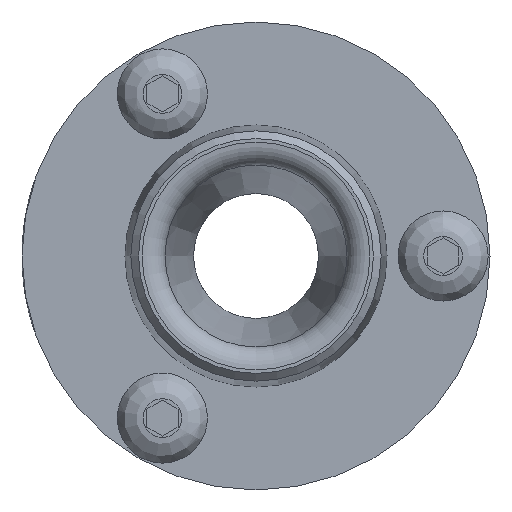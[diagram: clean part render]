
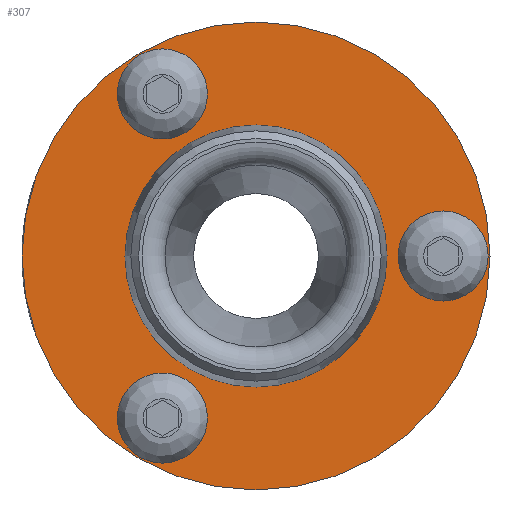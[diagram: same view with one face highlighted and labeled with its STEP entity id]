
A CAD part, left-side view. The second image highlights one B-rep face of the part: STEP entity #307.
In plain terms, the highlighted planar face has unit normal (-1, 0, 0).
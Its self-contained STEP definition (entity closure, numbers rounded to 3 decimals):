
#112=CARTESIAN_POINT('',(14.117,10.555,0.704));
#113=VERTEX_POINT('',#112);
#114=CARTESIAN_POINT('',(14.117,10.649,0.649));
#115=DIRECTION('',(1.0,0.,0.));
#116=DIRECTION('',(0.,0.866,-0.5));
#117=AXIS2_PLACEMENT_3D('',#114,#115,#116);
#118=CIRCLE('',#117,0.109);
#119=EDGE_CURVE('',#113,#113,#118,.T.);
#140=CARTESIAN_POINT('',(14.117,10.743,-0.595));
#141=VERTEX_POINT('',#140);
#142=CARTESIAN_POINT('',(14.117,10.649,-0.649));
#143=DIRECTION('',(1.0,0.,0.));
#144=DIRECTION('',(0.,-0.866,-0.5));
#145=AXIS2_PLACEMENT_3D('',#142,#143,#144);
#146=CIRCLE('',#145,0.109);
#147=EDGE_CURVE('',#141,#141,#146,.T.);
#168=CARTESIAN_POINT('',(14.117,9.524,-0.109));
#169=VERTEX_POINT('',#168);
#170=CARTESIAN_POINT('',(14.117,9.524,0.0));
#171=DIRECTION('',(1.0,0.0,0.0));
#172=DIRECTION('',(0.0,0.0,1.0));
#173=AXIS2_PLACEMENT_3D('',#170,#171,#172);
#174=CIRCLE('',#173,0.109);
#175=EDGE_CURVE('',#169,#169,#174,.T.);
#264=CARTESIAN_POINT('',(14.117,10.749,0.0));
#265=VERTEX_POINT('',#264);
#266=CARTESIAN_POINT('',(14.117,10.274,0.0));
#267=DIRECTION('',(1.0,0.0,0.0));
#268=DIRECTION('',(0.0,1.0,0.0));
#269=AXIS2_PLACEMENT_3D('',#266,#267,#268);
#270=CIRCLE('',#269,0.475);
#271=EDGE_CURVE('',#265,#265,#270,.T.);
#279=CARTESIAN_POINT('',(14.117,10.98,0.0));
#280=DIRECTION('',(-1.0,0.0,0.0));
#281=DIRECTION('',(0.0,0.0,1.0));
#282=AXIS2_PLACEMENT_3D('',#279,#280,#281);
#283=PLANE('',#282);
#284=CARTESIAN_POINT('',(14.117,11.212,0.0));
#285=VERTEX_POINT('',#284);
#286=CARTESIAN_POINT('',(14.117,10.274,0.0));
#287=DIRECTION('',(1.0,0.0,0.0));
#288=DIRECTION('',(0.0,1.0,0.0));
#289=AXIS2_PLACEMENT_3D('',#286,#287,#288);
#290=CIRCLE('',#289,0.937);
#291=EDGE_CURVE('',#285,#285,#290,.T.);
#292=ORIENTED_EDGE('',*,*,#291,.F.);
#293=EDGE_LOOP('',(#292));
#294=FACE_OUTER_BOUND('',#293,.T.);
#295=ORIENTED_EDGE('',*,*,#119,.T.);
#296=EDGE_LOOP('',(#295));
#297=FACE_BOUND('',#296,.T.);
#298=ORIENTED_EDGE('',*,*,#147,.T.);
#299=EDGE_LOOP('',(#298));
#300=FACE_BOUND('',#299,.T.);
#301=ORIENTED_EDGE('',*,*,#175,.T.);
#302=EDGE_LOOP('',(#301));
#303=FACE_BOUND('',#302,.T.);
#304=ORIENTED_EDGE('',*,*,#271,.T.);
#305=EDGE_LOOP('',(#304));
#306=FACE_BOUND('',#305,.T.);
#307=ADVANCED_FACE('',(#294,#297,#300,#303,#306),#283,.T.);
